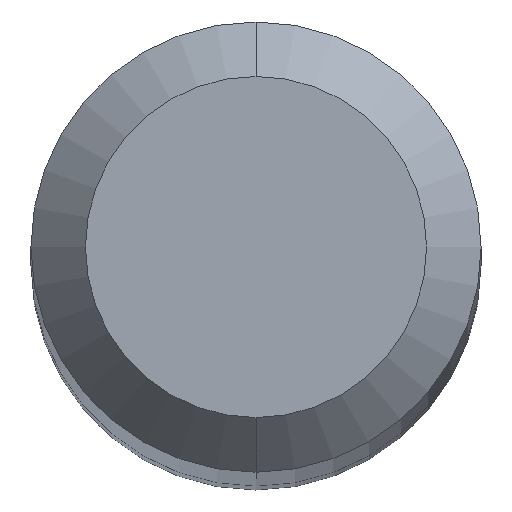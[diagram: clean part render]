
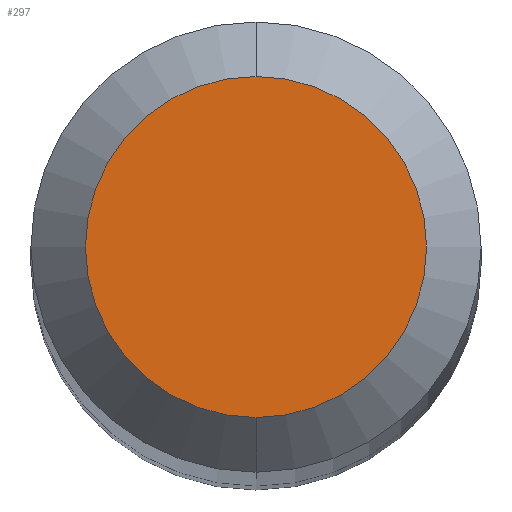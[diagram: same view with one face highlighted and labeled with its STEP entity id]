
A CAD part, top view. The second image highlights one B-rep face of the part: STEP entity #297.
In plain terms, the highlighted planar face has unit normal (0, 0, 1).
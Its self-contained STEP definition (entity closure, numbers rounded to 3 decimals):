
#39 = CARTESIAN_POINT ( 'NONE',  ( 0., 0.625, 38. ) ) ;
#41 = EDGE_CURVE ( 'NONE', #210, #104, #149, .T. ) ;
#59 = AXIS2_PLACEMENT_3D ( 'NONE', #121, #228, #179 ) ;
#67 = CARTESIAN_POINT ( 'NONE',  ( 0., -0.625, 38. ) ) ;
#95 = DIRECTION ( 'NONE',  ( 0., 0., -1. ) ) ;
#97 = FACE_OUTER_BOUND ( 'NONE', #313, .T. ) ;
#101 = PLANE ( 'NONE',  #59 ) ;
#102 = CIRCLE ( 'NONE', #144, 0.625 ) ;
#104 = VERTEX_POINT ( 'NONE', #39 ) ;
#121 = CARTESIAN_POINT ( 'NONE',  ( 0., 0., 38. ) ) ;
#140 = CARTESIAN_POINT ( 'NONE',  ( 0., 0., 38. ) ) ;
#144 = AXIS2_PLACEMENT_3D ( 'NONE', #329, #95, #279 ) ;
#149 = CIRCLE ( 'NONE', #206, 0.625 ) ;
#156 = ORIENTED_EDGE ( 'NONE', *, *, #41, .F. ) ;
#179 = DIRECTION ( 'NONE',  ( 0., 1., 0. ) ) ;
#191 = ORIENTED_EDGE ( 'NONE', *, *, #309, .F. ) ;
#198 = DIRECTION ( 'NONE',  ( 0., 0., -1. ) ) ;
#206 = AXIS2_PLACEMENT_3D ( 'NONE', #140, #198, #275 ) ;
#210 = VERTEX_POINT ( 'NONE', #67 ) ;
#228 = DIRECTION ( 'NONE',  ( 0., 0., -1. ) ) ;
#275 = DIRECTION ( 'NONE',  ( 0., 1., 0. ) ) ;
#279 = DIRECTION ( 'NONE',  ( 0., 1., 0. ) ) ;
#297 = ADVANCED_FACE ( 'NONE', ( #97 ), #101, .F. ) ;
#309 = EDGE_CURVE ( 'NONE', #104, #210, #102, .T. ) ;
#313 = EDGE_LOOP ( 'NONE', ( #191, #156 ) ) ;
#329 = CARTESIAN_POINT ( 'NONE',  ( 0., 0., 38. ) ) ;
